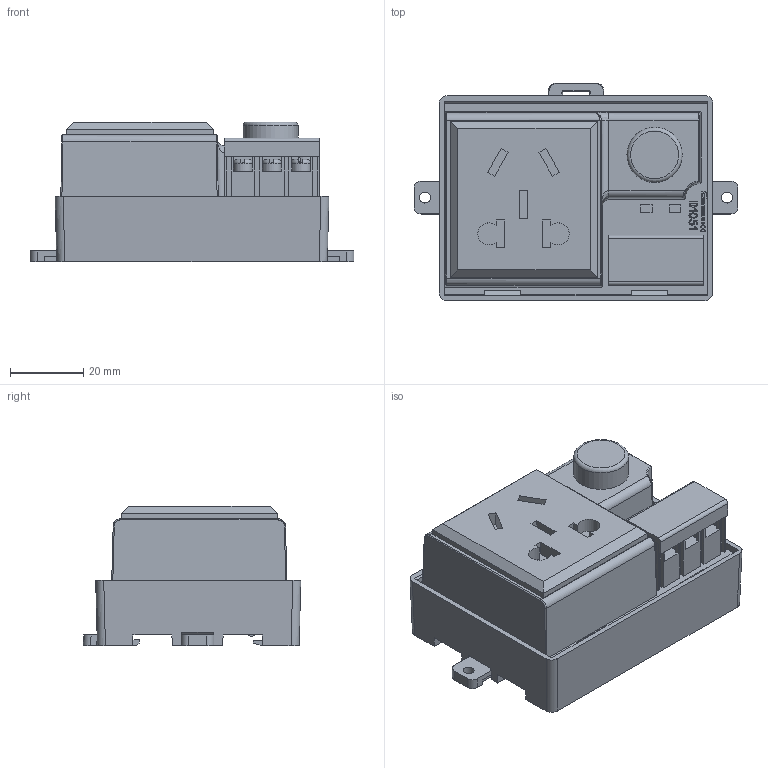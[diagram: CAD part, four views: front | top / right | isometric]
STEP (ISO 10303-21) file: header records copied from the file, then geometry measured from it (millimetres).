
FILE_DESCRIPTION(/* description */ (''),/* implementation_level */ '2;1');
FILE_NAME(/* name */ 'D1051-E.stp',/* time_stamp */ '2024-08-09T14:57:22+08:00',/* author */ (''),/* organization */ (''),/* preprocessor_version */ 'ST-DEVELOPER v14',/* originating_system */ 'SIEMENS PLM Software NX 8.0',/* authorisation */ '');
FILE_SCHEMA (('AUTOMOTIVE_DESIGN { 1 0 10303 214 3 1 1 1 }'));
Length unit declared in the file: millimetre
Products named in the file (1): D1051-E 3D_stp
Bounding box: 88.6 x 59.51 x 38.25 mm (x, y, z)
Volume: 118707.4 mm3; surface area: 26665.1 mm2
Topology: 4 solids, 12 shells, 660 faces, 1757 edges, 1154 vertices
Faces by surface type: plane 549, cylinder 68, bspline 15, extrusion 12, cone 10, torus 5, sphere 1
Full cylindrical faces by diameter (mm): 3 x2, 5.3 x3, 15.064 x1
Entity records: 22022 total; most frequent: CARTESIAN_POINT 4738, ORIENTED_EDGE 3458, DIRECTION 3111, EDGE_CURVE 1729, VECTOR 1477, LINE 1465, VERTEX_POINT 1146, AXIS2_PLACEMENT_3D 817
